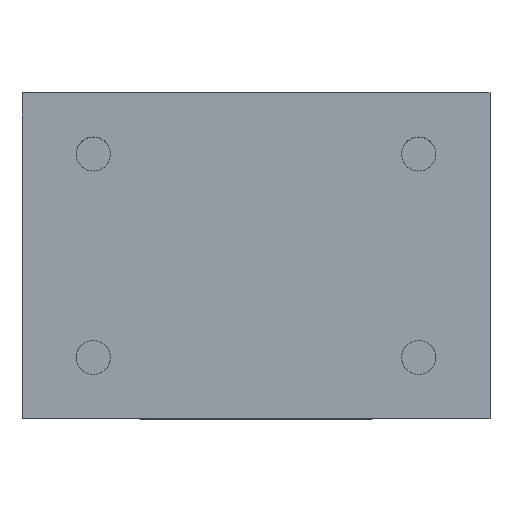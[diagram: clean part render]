
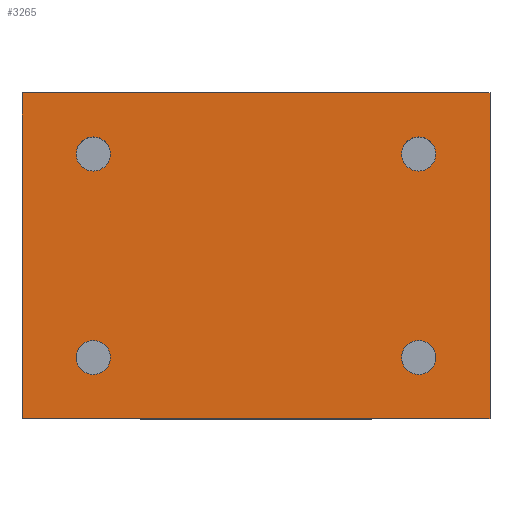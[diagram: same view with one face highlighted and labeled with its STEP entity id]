
A CAD part, top view. The second image highlights one B-rep face of the part: STEP entity #3265.
In plain terms, the highlighted planar face has unit normal (0, 0, 1).
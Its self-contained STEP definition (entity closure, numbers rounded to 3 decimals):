
#13 = DIRECTION ( 'NONE',  ( 1., 0., 0. ) ) ;
#67 = ORIENTED_EDGE ( 'NONE', *, *, #3571, .F. ) ;
#92 = FACE_BOUND ( 'NONE', #1681, .T. ) ;
#112 = EDGE_CURVE ( 'NONE', #552, #2922, #1247, .T. ) ;
#154 = ORIENTED_EDGE ( 'NONE', *, *, #1180, .F. ) ;
#211 = DIRECTION ( 'NONE',  ( -1., 0., 0. ) ) ;
#314 = CARTESIAN_POINT ( 'NONE',  ( -28.75, -20., 25. ) ) ;
#387 = ORIENTED_EDGE ( 'NONE', *, *, #1344, .F. ) ;
#518 = ORIENTED_EDGE ( 'NONE', *, *, #2555, .F. ) ;
#552 = VERTEX_POINT ( 'NONE', #1702 ) ;
#563 = DIRECTION ( 'NONE',  ( 1., 0., 0. ) ) ;
#682 = AXIS2_PLACEMENT_3D ( 'NONE', #942, #2331, #211 ) ;
#801 = FACE_BOUND ( 'NONE', #2286, .T. ) ;
#851 = ORIENTED_EDGE ( 'NONE', *, *, #3679, .F. ) ;
#893 = DIRECTION ( 'NONE',  ( 0., 0., 1. ) ) ;
#942 = CARTESIAN_POINT ( 'NONE',  ( -28.75, 20., 25. ) ) ;
#954 = CIRCLE ( 'NONE', #4082, 2.1 ) ;
#963 = DIRECTION ( 'NONE',  ( 1., 0., 0. ) ) ;
#1091 = VECTOR ( 'NONE', #4006, 1000. ) ;
#1094 = CARTESIAN_POINT ( 'NONE',  ( -28.75, 20., 25. ) ) ;
#1106 = CARTESIAN_POINT ( 'NONE',  ( 17.9, 12.5, 25. ) ) ;
#1114 = AXIS2_PLACEMENT_3D ( 'NONE', #4437, #2353, #563 ) ;
#1131 = DIRECTION ( 'NONE',  ( 1., 0., 0. ) ) ;
#1136 = CIRCLE ( 'NONE', #3300, 2.1 ) ;
#1180 = EDGE_CURVE ( 'NONE', #4137, #3437, #954, .T. ) ;
#1203 = EDGE_CURVE ( 'NONE', #4122, #1799, #1249, .T. ) ;
#1224 = CARTESIAN_POINT ( 'NONE',  ( -28.75, 20., 25. ) ) ;
#1243 = VERTEX_POINT ( 'NONE', #3066 ) ;
#1247 = LINE ( 'NONE', #2682, #1091 ) ;
#1249 = LINE ( 'NONE', #1224, #2306 ) ;
#1267 = DIRECTION ( 'NONE',  ( 1., 0., 0. ) ) ;
#1344 = EDGE_CURVE ( 'NONE', #2792, #1243, #4168, .T. ) ;
#1363 = CARTESIAN_POINT ( 'NONE',  ( -20., 12.5, 25. ) ) ;
#1395 = VERTEX_POINT ( 'NONE', #1106 ) ;
#1423 = VECTOR ( 'NONE', #13, 1000. ) ;
#1521 = FACE_OUTER_BOUND ( 'NONE', #3021, .T. ) ;
#1527 = CARTESIAN_POINT ( 'NONE',  ( 20., -12.5, 25. ) ) ;
#1540 = DIRECTION ( 'NONE',  ( 1., 0., 0. ) ) ;
#1597 = DIRECTION ( 'NONE',  ( 1., 0., 0. ) ) ;
#1681 = EDGE_LOOP ( 'NONE', ( #3959, #154 ) ) ;
#1689 = EDGE_CURVE ( 'NONE', #1799, #2922, #2709, .T. ) ;
#1702 = CARTESIAN_POINT ( 'NONE',  ( 28.75, 20., 25. ) ) ;
#1799 = VERTEX_POINT ( 'NONE', #314 ) ;
#1807 = VERTEX_POINT ( 'NONE', #4602 ) ;
#1824 = ORIENTED_EDGE ( 'NONE', *, *, #3984, .F. ) ;
#1840 = ORIENTED_EDGE ( 'NONE', *, *, #1203, .T. ) ;
#1886 = ORIENTED_EDGE ( 'NONE', *, *, #4436, .F. ) ;
#1939 = AXIS2_PLACEMENT_3D ( 'NONE', #2517, #3239, #1131 ) ;
#2080 = EDGE_LOOP ( 'NONE', ( #1824, #67 ) ) ;
#2100 = EDGE_LOOP ( 'NONE', ( #1886, #387 ) ) ;
#2234 = FACE_BOUND ( 'NONE', #2080, .T. ) ;
#2271 = VERTEX_POINT ( 'NONE', #3855 ) ;
#2286 = EDGE_LOOP ( 'NONE', ( #518, #4139 ) ) ;
#2306 = VECTOR ( 'NONE', #2590, 1000. ) ;
#2331 = DIRECTION ( 'NONE',  ( 0., 0., -1. ) ) ;
#2353 = DIRECTION ( 'NONE',  ( 0., 0., 1. ) ) ;
#2432 = CARTESIAN_POINT ( 'NONE',  ( -20., -12.5, 25. ) ) ;
#2517 = CARTESIAN_POINT ( 'NONE',  ( 20., 12.5, 25. ) ) ;
#2535 = CARTESIAN_POINT ( 'NONE',  ( -28.75, 20., 25. ) ) ;
#2555 = EDGE_CURVE ( 'NONE', #1807, #1395, #3146, .T. ) ;
#2565 = ORIENTED_EDGE ( 'NONE', *, *, #112, .F. ) ;
#2577 = CARTESIAN_POINT ( 'NONE',  ( -22.1, -12.5, 25. ) ) ;
#2590 = DIRECTION ( 'NONE',  ( 0., -1., 0. ) ) ;
#2591 = EDGE_CURVE ( 'NONE', #3437, #4137, #2997, .T. ) ;
#2625 = CIRCLE ( 'NONE', #1939, 2.1 ) ;
#2682 = CARTESIAN_POINT ( 'NONE',  ( 28.75, 20., 25. ) ) ;
#2709 = LINE ( 'NONE', #4514, #3271 ) ;
#2732 = CARTESIAN_POINT ( 'NONE',  ( 28.75, -20., 25. ) ) ;
#2792 = VERTEX_POINT ( 'NONE', #2577 ) ;
#2819 = DIRECTION ( 'NONE',  ( 0., 0., 1. ) ) ;
#2859 = CIRCLE ( 'NONE', #3521, 2.1 ) ;
#2922 = VERTEX_POINT ( 'NONE', #2732 ) ;
#2997 = CIRCLE ( 'NONE', #4188, 2.1 ) ;
#3021 = EDGE_LOOP ( 'NONE', ( #3133, #2565, #851, #1840 ) ) ;
#3037 = CARTESIAN_POINT ( 'NONE',  ( 22.1, -12.5, 25. ) ) ;
#3066 = CARTESIAN_POINT ( 'NONE',  ( -17.9, -12.5, 25. ) ) ;
#3133 = ORIENTED_EDGE ( 'NONE', *, *, #1689, .T. ) ;
#3146 = CIRCLE ( 'NONE', #1114, 2.1 ) ;
#3182 = EDGE_CURVE ( 'NONE', #1395, #1807, #2625, .T. ) ;
#3239 = DIRECTION ( 'NONE',  ( 0., 0., 1. ) ) ;
#3265 = ADVANCED_FACE ( 'NONE', ( #801, #2234, #3307, #92, #1521 ), #4120, .F. ) ;
#3271 = VECTOR ( 'NONE', #1267, 1000. ) ;
#3296 = CIRCLE ( 'NONE', #4406, 2.1 ) ;
#3300 = AXIS2_PLACEMENT_3D ( 'NONE', #2432, #3793, #3841 ) ;
#3307 = FACE_BOUND ( 'NONE', #2100, .T. ) ;
#3358 = DIRECTION ( 'NONE',  ( 0., 0., 1. ) ) ;
#3437 = VERTEX_POINT ( 'NONE', #3037 ) ;
#3481 = CARTESIAN_POINT ( 'NONE',  ( -20., 12.5, 25. ) ) ;
#3492 = AXIS2_PLACEMENT_3D ( 'NONE', #4176, #4223, #3860 ) ;
#3521 = AXIS2_PLACEMENT_3D ( 'NONE', #1363, #4195, #963 ) ;
#3571 = EDGE_CURVE ( 'NONE', #2271, #4112, #2859, .T. ) ;
#3679 = EDGE_CURVE ( 'NONE', #4122, #552, #4366, .T. ) ;
#3793 = DIRECTION ( 'NONE',  ( 0., 0., 1. ) ) ;
#3841 = DIRECTION ( 'NONE',  ( 1., 0., 0. ) ) ;
#3855 = CARTESIAN_POINT ( 'NONE',  ( -22.1, 12.5, 25. ) ) ;
#3860 = DIRECTION ( 'NONE',  ( 1., 0., 0. ) ) ;
#3900 = CARTESIAN_POINT ( 'NONE',  ( -17.9, 12.5, 25. ) ) ;
#3959 = ORIENTED_EDGE ( 'NONE', *, *, #2591, .F. ) ;
#3984 = EDGE_CURVE ( 'NONE', #4112, #2271, #3296, .T. ) ;
#4006 = DIRECTION ( 'NONE',  ( 0., -1., 0. ) ) ;
#4082 = AXIS2_PLACEMENT_3D ( 'NONE', #1527, #3358, #1597 ) ;
#4112 = VERTEX_POINT ( 'NONE', #3900 ) ;
#4120 = PLANE ( 'NONE',  #682 ) ;
#4122 = VERTEX_POINT ( 'NONE', #1094 ) ;
#4137 = VERTEX_POINT ( 'NONE', #4405 ) ;
#4139 = ORIENTED_EDGE ( 'NONE', *, *, #3182, .F. ) ;
#4168 = CIRCLE ( 'NONE', #3492, 2.1 ) ;
#4176 = CARTESIAN_POINT ( 'NONE',  ( -20., -12.5, 25. ) ) ;
#4188 = AXIS2_PLACEMENT_3D ( 'NONE', #4415, #893, #1540 ) ;
#4195 = DIRECTION ( 'NONE',  ( 0., 0., 1. ) ) ;
#4223 = DIRECTION ( 'NONE',  ( 0., 0., 1. ) ) ;
#4231 = DIRECTION ( 'NONE',  ( 1., 0., 0. ) ) ;
#4366 = LINE ( 'NONE', #2535, #1423 ) ;
#4405 = CARTESIAN_POINT ( 'NONE',  ( 17.9, -12.5, 25. ) ) ;
#4406 = AXIS2_PLACEMENT_3D ( 'NONE', #3481, #2819, #4231 ) ;
#4415 = CARTESIAN_POINT ( 'NONE',  ( 20., -12.5, 25. ) ) ;
#4436 = EDGE_CURVE ( 'NONE', #1243, #2792, #1136, .T. ) ;
#4437 = CARTESIAN_POINT ( 'NONE',  ( 20., 12.5, 25. ) ) ;
#4514 = CARTESIAN_POINT ( 'NONE',  ( -28.75, -20., 25. ) ) ;
#4602 = CARTESIAN_POINT ( 'NONE',  ( 22.1, 12.5, 25. ) ) ;
